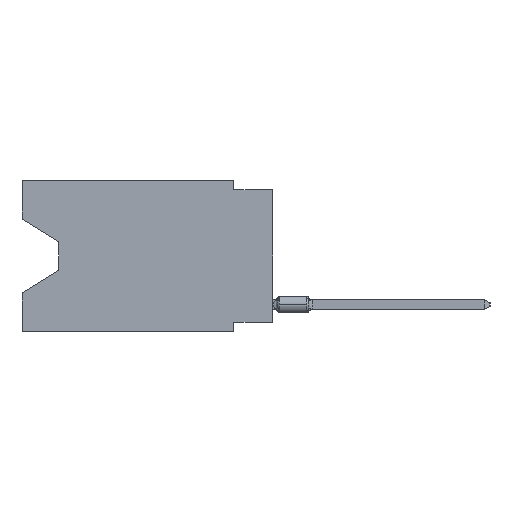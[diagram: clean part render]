
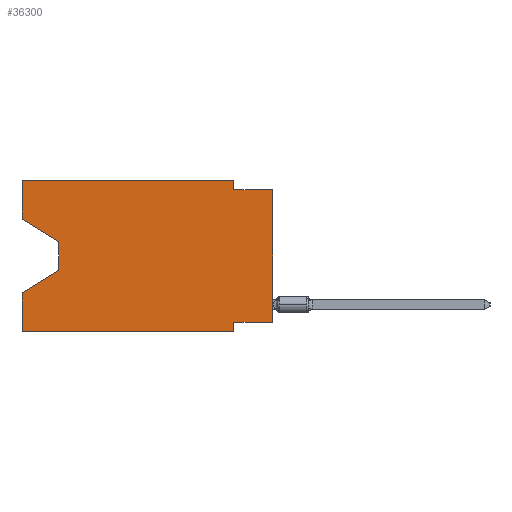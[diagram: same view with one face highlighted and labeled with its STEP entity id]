
A CAD part, left-side view. The second image highlights one B-rep face of the part: STEP entity #36300.
In plain terms, the highlighted planar face has unit normal (-1, 0, 0).
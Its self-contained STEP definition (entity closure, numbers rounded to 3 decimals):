
#537 = CARTESIAN_POINT ( 'NONE',  ( 0., 0., 0. ) ) ;
#823 = EDGE_CURVE ( 'NONE', #17508, #15997, #34661, .T. ) ;
#994 = VECTOR ( 'NONE', #29992, 1000. ) ;
#1584 = CARTESIAN_POINT ( 'NONE',  ( 0., 16.383, -2.546 ) ) ;
#2464 = DIRECTION ( 'NONE',  ( 0., -1., 0. ) ) ;
#2507 = VERTEX_POINT ( 'NONE', #13770 ) ;
#2791 = EDGE_LOOP ( 'NONE', ( #22628, #6202, #4272, #26759, #8196, #34335, #13192, #7852, #25589, #33680, #3669, #26563 ) ) ;
#2803 = VERTEX_POINT ( 'NONE', #9970 ) ;
#2878 = EDGE_CURVE ( 'NONE', #5662, #16053, #16379, .T. ) ;
#3298 = VECTOR ( 'NONE', #27088, 1000. ) ;
#3669 = ORIENTED_EDGE ( 'NONE', *, *, #2878, .F. ) ;
#3865 = LINE ( 'NONE', #15426, #994 ) ;
#4166 = LINE ( 'NONE', #10245, #3298 ) ;
#4272 = ORIENTED_EDGE ( 'NONE', *, *, #32591, .T. ) ;
#5498 = EDGE_CURVE ( 'NONE', #13080, #13826, #18005, .T. ) ;
#5662 = VERTEX_POINT ( 'NONE', #27894 ) ;
#5868 = PLANE ( 'NONE',  #27744 ) ;
#6017 = CARTESIAN_POINT ( 'NONE',  ( 0., 0., -0.635 ) ) ;
#6202 = ORIENTED_EDGE ( 'NONE', *, *, #25116, .T. ) ;
#6410 = VECTOR ( 'NONE', #6569, 1000. ) ;
#6569 = DIRECTION ( 'NONE',  ( 0., 0., -1. ) ) ;
#6715 = EDGE_CURVE ( 'NONE', #2507, #28865, #13984, .T. ) ;
#6975 = CARTESIAN_POINT ( 'NONE',  ( 0., 0., -9.271 ) ) ;
#7475 = DIRECTION ( 'NONE',  ( 0., -0.855, -0.519 ) ) ;
#7852 = ORIENTED_EDGE ( 'NONE', *, *, #5498, .T. ) ;
#7965 = DIRECTION ( 'NONE',  ( 0., 0., 1. ) ) ;
#8196 = ORIENTED_EDGE ( 'NONE', *, *, #15178, .T. ) ;
#9970 = CARTESIAN_POINT ( 'NONE',  ( 0., 2.54, -0.635 ) ) ;
#10245 = CARTESIAN_POINT ( 'NONE',  ( 0., 13.97, -5.893 ) ) ;
#10915 = CARTESIAN_POINT ( 'NONE',  ( 0., 0., -9.271 ) ) ;
#11071 = DIRECTION ( 'NONE',  ( 0., 0., 1. ) ) ;
#13076 = VECTOR ( 'NONE', #7475, 1000. ) ;
#13080 = VERTEX_POINT ( 'NONE', #10915 ) ;
#13192 = ORIENTED_EDGE ( 'NONE', *, *, #20026, .F. ) ;
#13344 = CARTESIAN_POINT ( 'NONE',  ( 0., 2.54, 0. ) ) ;
#13770 = CARTESIAN_POINT ( 'NONE',  ( 0., 2.54, -9.271 ) ) ;
#13826 = VERTEX_POINT ( 'NONE', #26202 ) ;
#13984 = LINE ( 'NONE', #25145, #37388 ) ;
#15178 = EDGE_CURVE ( 'NONE', #17508, #28865, #3865, .T. ) ;
#15426 = CARTESIAN_POINT ( 'NONE',  ( 0., 16.383, -9.906 ) ) ;
#15818 = CARTESIAN_POINT ( 'NONE',  ( 0., 13.97, -4.013 ) ) ;
#15997 = VERTEX_POINT ( 'NONE', #16544 ) ;
#16053 = VERTEX_POINT ( 'NONE', #13344 ) ;
#16379 = LINE ( 'NONE', #36966, #23373 ) ;
#16544 = CARTESIAN_POINT ( 'NONE',  ( 0., 16.383, -7.36 ) ) ;
#16558 = DIRECTION ( 'NONE',  ( 0., -1., 0. ) ) ;
#17045 = EDGE_CURVE ( 'NONE', #29515, #29456, #30023, .T. ) ;
#17437 = CARTESIAN_POINT ( 'NONE',  ( 0., 16.383, 0. ) ) ;
#17508 = VERTEX_POINT ( 'NONE', #22645 ) ;
#17589 = LINE ( 'NONE', #6017, #24998 ) ;
#18005 = LINE ( 'NONE', #537, #31282 ) ;
#19701 = DIRECTION ( 'NONE',  ( 0., 0., -1. ) ) ;
#20026 = EDGE_CURVE ( 'NONE', #13080, #2507, #21369, .T. ) ;
#20109 = CARTESIAN_POINT ( 'NONE',  ( 0., 16.383, 0. ) ) ;
#21369 = LINE ( 'NONE', #6975, #33311 ) ;
#21554 = DIRECTION ( 'NONE',  ( 0., 1., 0. ) ) ;
#21970 = LINE ( 'NONE', #33504, #23045 ) ;
#22123 = DIRECTION ( 'NONE',  ( 0., 0., -1. ) ) ;
#22566 = DIRECTION ( 'NONE',  ( 0., 0., 1. ) ) ;
#22628 = ORIENTED_EDGE ( 'NONE', *, *, #17045, .T. ) ;
#22645 = CARTESIAN_POINT ( 'NONE',  ( 0., 16.383, -9.906 ) ) ;
#23045 = VECTOR ( 'NONE', #7965, 1000. ) ;
#23157 = EDGE_CURVE ( 'NONE', #16053, #2803, #26828, .T. ) ;
#23290 = VECTOR ( 'NONE', #22566, 1000. ) ;
#23373 = VECTOR ( 'NONE', #16558, 1000. ) ;
#24812 = CARTESIAN_POINT ( 'NONE',  ( 0., 13.97, -4.013 ) ) ;
#24998 = VECTOR ( 'NONE', #2464, 1000. ) ;
#25116 = EDGE_CURVE ( 'NONE', #29456, #29197, #28395, .T. ) ;
#25145 = CARTESIAN_POINT ( 'NONE',  ( 0., 2.54, -9.906 ) ) ;
#25184 = DIRECTION ( 'NONE',  ( 0., 0., -1. ) ) ;
#25208 = EDGE_CURVE ( 'NONE', #29515, #5662, #21970, .T. ) ;
#25589 = ORIENTED_EDGE ( 'NONE', *, *, #29978, .F. ) ;
#26202 = CARTESIAN_POINT ( 'NONE',  ( 0., 0., -0.635 ) ) ;
#26563 = ORIENTED_EDGE ( 'NONE', *, *, #25208, .F. ) ;
#26759 = ORIENTED_EDGE ( 'NONE', *, *, #823, .F. ) ;
#26828 = LINE ( 'NONE', #35712, #6410 ) ;
#27088 = DIRECTION ( 'NONE',  ( 0., 0.855, -0.519 ) ) ;
#27744 = AXIS2_PLACEMENT_3D ( 'NONE', #17437, #28966, #25184 ) ;
#27894 = CARTESIAN_POINT ( 'NONE',  ( 0., 16.383, 0. ) ) ;
#27896 = CARTESIAN_POINT ( 'NONE',  ( 0., 16.383, -2.546 ) ) ;
#28395 = LINE ( 'NONE', #24812, #30894 ) ;
#28865 = VERTEX_POINT ( 'NONE', #32497 ) ;
#28966 = DIRECTION ( 'NONE',  ( 1., 0., 0. ) ) ;
#29197 = VERTEX_POINT ( 'NONE', #34354 ) ;
#29456 = VERTEX_POINT ( 'NONE', #15818 ) ;
#29515 = VERTEX_POINT ( 'NONE', #27896 ) ;
#29978 = EDGE_CURVE ( 'NONE', #2803, #13826, #17589, .T. ) ;
#29992 = DIRECTION ( 'NONE',  ( 0., -1., 0. ) ) ;
#30023 = LINE ( 'NONE', #1584, #13076 ) ;
#30894 = VECTOR ( 'NONE', #19701, 1000. ) ;
#31282 = VECTOR ( 'NONE', #11071, 1000. ) ;
#32497 = CARTESIAN_POINT ( 'NONE',  ( 0., 2.54, -9.906 ) ) ;
#32591 = EDGE_CURVE ( 'NONE', #29197, #15997, #4166, .T. ) ;
#33311 = VECTOR ( 'NONE', #21554, 1000. ) ;
#33504 = CARTESIAN_POINT ( 'NONE',  ( 0., 16.383, 0. ) ) ;
#33680 = ORIENTED_EDGE ( 'NONE', *, *, #23157, .F. ) ;
#34335 = ORIENTED_EDGE ( 'NONE', *, *, #6715, .F. ) ;
#34354 = CARTESIAN_POINT ( 'NONE',  ( 0., 13.97, -5.893 ) ) ;
#34635 = FACE_OUTER_BOUND ( 'NONE', #2791, .T. ) ;
#34661 = LINE ( 'NONE', #20109, #23290 ) ;
#35712 = CARTESIAN_POINT ( 'NONE',  ( 0., 2.54, 0. ) ) ;
#36300 = ADVANCED_FACE ( 'NONE', ( #34635 ), #5868, .F. ) ;
#36966 = CARTESIAN_POINT ( 'NONE',  ( 0., 16.383, 0. ) ) ;
#37388 = VECTOR ( 'NONE', #22123, 1000. ) ;
